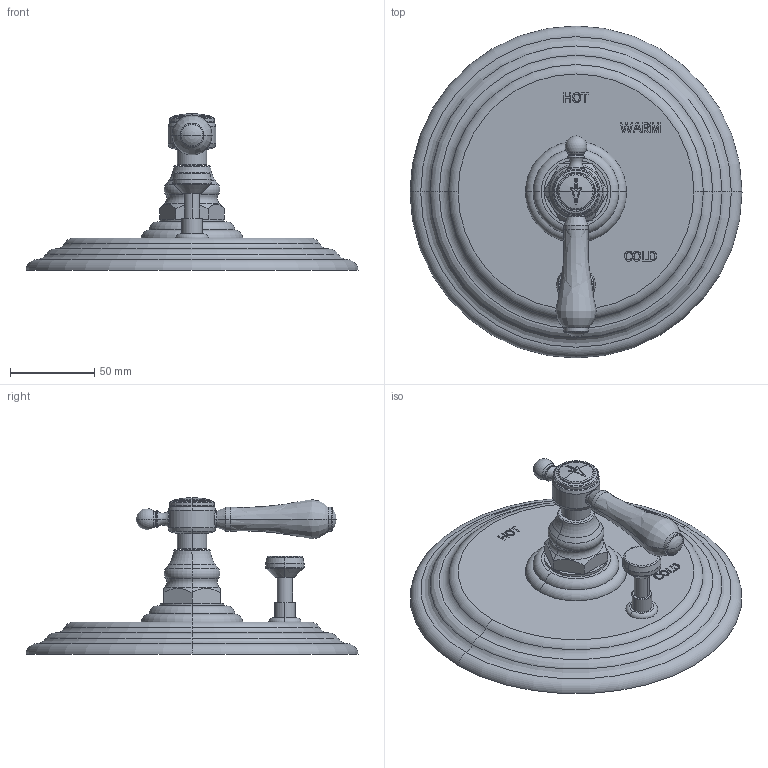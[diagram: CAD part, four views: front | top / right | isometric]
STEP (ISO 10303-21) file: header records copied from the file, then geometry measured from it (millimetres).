
FILE_DESCRIPTION((''),'2;1');
FILE_NAME('5-1032BP','2021-06-07T15:55:05',('jinson.thomas'),(''),'CREO PARAMETRIC BY PTC INC, 2018400','CREO PARAMETRIC BY PTC INC, 2018400','');
FILE_SCHEMA(('CONFIG_CONTROL_DESIGN'));
Length unit declared in the file: inch
Products named in the file (1): 5-1032BP
Bounding box: 196.85 x 196.85 x 92.86 mm (x, y, z)
Volume: 538098.1 mm3; surface area: 79173.7 mm2
Topology: 1 solids, 1 shells, 329 faces, 812 edges, 507 vertices
Faces by surface type: plane 146, extrusion 64, torus 42, cylinder 37, cone 24, sphere 10, bspline 4, revolution 2
Entity records: 10753 total; most frequent: CARTESIAN_POINT 3119, ORIENTED_EDGE 1612, DIRECTION 1456, EDGE_CURVE 806, VERTEX_POINT 507, AXIS2_PLACEMENT_3D 491, VECTOR 472, LINE 408
